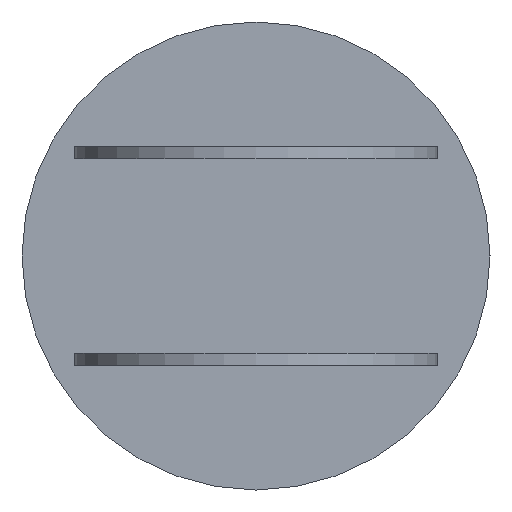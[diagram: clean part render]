
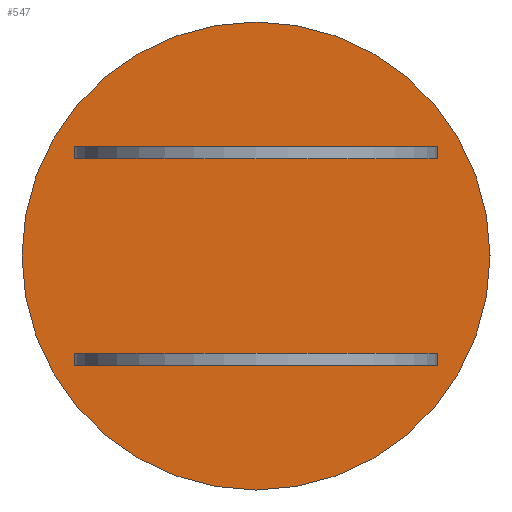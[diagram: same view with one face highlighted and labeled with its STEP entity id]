
A CAD part, left-side view. The second image highlights one B-rep face of the part: STEP entity #547.
In plain terms, the highlighted planar face has unit normal (-1, 0, 0).
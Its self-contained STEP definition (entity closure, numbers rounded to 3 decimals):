
#21 = DIRECTION ( 'NONE',  ( 0., 1., 0. ) ) ;
#28 = EDGE_CURVE ( 'NONE', #167, #521, #517, .T. ) ;
#30 = CARTESIAN_POINT ( 'NONE',  ( 180., 180., 108. ) ) ;
#32 = VECTOR ( 'NONE', #362, 1000. ) ;
#33 = CARTESIAN_POINT ( 'NONE',  ( 180., 0., 108. ) ) ;
#39 = CIRCLE ( 'NONE', #77, 115.75 ) ;
#41 = ORIENTED_EDGE ( 'NONE', *, *, #66, .F. ) ;
#57 = DIRECTION ( 'NONE',  ( 0., 0., -1. ) ) ;
#62 = EDGE_CURVE ( 'NONE', #532, #436, #622, .T. ) ;
#66 = EDGE_CURVE ( 'NONE', #580, #394, #39, .T. ) ;
#72 = ORIENTED_EDGE ( 'NONE', *, *, #280, .F. ) ;
#75 = VECTOR ( 'NONE', #177, 1000. ) ;
#76 = CARTESIAN_POINT ( 'NONE',  ( 180., 180., 102. ) ) ;
#77 = AXIS2_PLACEMENT_3D ( 'NONE', #245, #234, #564 ) ;
#79 = CARTESIAN_POINT ( 'NONE',  ( 180., 90., 54. ) ) ;
#80 = CARTESIAN_POINT ( 'NONE',  ( 180., 180., 6. ) ) ;
#94 = EDGE_LOOP ( 'NONE', ( #271, #246, #558, #250 ) ) ;
#96 = FACE_BOUND ( 'NONE', #94, .T. ) ;
#108 = VERTEX_POINT ( 'NONE', #413 ) ;
#115 = DIRECTION ( 'NONE',  ( 0., 1., 0. ) ) ;
#117 = VECTOR ( 'NONE', #388, 1000. ) ;
#120 = VERTEX_POINT ( 'NONE', #304 ) ;
#122 = VECTOR ( 'NONE', #21, 1000. ) ;
#124 = LINE ( 'NONE', #316, #393 ) ;
#134 = ORIENTED_EDGE ( 'NONE', *, *, #327, .F. ) ;
#138 = CARTESIAN_POINT ( 'NONE',  ( 180., 90., -61.75 ) ) ;
#139 = CARTESIAN_POINT ( 'NONE',  ( 180., 0., 0. ) ) ;
#144 = DIRECTION ( 'NONE',  ( 0., 0., -1. ) ) ;
#156 = VERTEX_POINT ( 'NONE', #80 ) ;
#164 = VECTOR ( 'NONE', #144, 1000. ) ;
#167 = VERTEX_POINT ( 'NONE', #139 ) ;
#177 = DIRECTION ( 'NONE',  ( 0., 0., -1. ) ) ;
#191 = VERTEX_POINT ( 'NONE', #30 ) ;
#209 = EDGE_CURVE ( 'NONE', #120, #167, #243, .T. ) ;
#229 = DIRECTION ( 'NONE',  ( 0., 1., 0. ) ) ;
#230 = CARTESIAN_POINT ( 'NONE',  ( 180., 90., 54. ) ) ;
#234 = DIRECTION ( 'NONE',  ( 1., 0., 0. ) ) ;
#237 = PLANE ( 'NONE',  #620 ) ;
#243 = LINE ( 'NONE', #33, #32 ) ;
#245 = CARTESIAN_POINT ( 'NONE',  ( 180., 90., 54. ) ) ;
#246 = ORIENTED_EDGE ( 'NONE', *, *, #209, .T. ) ;
#250 = ORIENTED_EDGE ( 'NONE', *, *, #292, .F. ) ;
#256 = LINE ( 'NONE', #281, #117 ) ;
#266 = CIRCLE ( 'NONE', #415, 115.75 ) ;
#271 = ORIENTED_EDGE ( 'NONE', *, *, #476, .F. ) ;
#280 = EDGE_CURVE ( 'NONE', #191, #436, #124, .T. ) ;
#281 = CARTESIAN_POINT ( 'NONE',  ( 180., 0., 108. ) ) ;
#292 = EDGE_CURVE ( 'NONE', #156, #521, #609, .T. ) ;
#304 = CARTESIAN_POINT ( 'NONE',  ( 180., 0., 6. ) ) ;
#311 = EDGE_LOOP ( 'NONE', ( #434, #41 ) ) ;
#316 = CARTESIAN_POINT ( 'NONE',  ( 180., 180., 108. ) ) ;
#317 = EDGE_LOOP ( 'NONE', ( #545, #563, #72, #134 ) ) ;
#320 = VECTOR ( 'NONE', #115, 1000. ) ;
#327 = EDGE_CURVE ( 'NONE', #108, #191, #256, .T. ) ;
#337 = DIRECTION ( 'NONE',  ( 1., 0., 0. ) ) ;
#345 = DIRECTION ( 'NONE',  ( 0., 0., -1. ) ) ;
#351 = DIRECTION ( 'NONE',  ( 1., 0., 0. ) ) ;
#362 = DIRECTION ( 'NONE',  ( 0., 0., -1. ) ) ;
#363 = LINE ( 'NONE', #513, #164 ) ;
#378 = VECTOR ( 'NONE', #229, 1000. ) ;
#388 = DIRECTION ( 'NONE',  ( 0., 1., 0. ) ) ;
#391 = EDGE_CURVE ( 'NONE', #394, #580, #266, .T. ) ;
#392 = DIRECTION ( 'NONE',  ( 0., 0., -1. ) ) ;
#393 = VECTOR ( 'NONE', #57, 1000. ) ;
#394 = VERTEX_POINT ( 'NONE', #552 ) ;
#398 = CARTESIAN_POINT ( 'NONE',  ( 180., 180., 108. ) ) ;
#399 = CARTESIAN_POINT ( 'NONE',  ( 180., 0., 0. ) ) ;
#407 = CARTESIAN_POINT ( 'NONE',  ( 180., 180., 0. ) ) ;
#413 = CARTESIAN_POINT ( 'NONE',  ( 180., 0., 108. ) ) ;
#414 = CARTESIAN_POINT ( 'NONE',  ( 180., -114., 6. ) ) ;
#415 = AXIS2_PLACEMENT_3D ( 'NONE', #230, #337, #392 ) ;
#434 = ORIENTED_EDGE ( 'NONE', *, *, #391, .F. ) ;
#436 = VERTEX_POINT ( 'NONE', #76 ) ;
#440 = CARTESIAN_POINT ( 'NONE',  ( 180., -114., 102. ) ) ;
#442 = EDGE_CURVE ( 'NONE', #108, #532, #363, .T. ) ;
#476 = EDGE_CURVE ( 'NONE', #120, #156, #495, .T. ) ;
#495 = LINE ( 'NONE', #414, #122 ) ;
#513 = CARTESIAN_POINT ( 'NONE',  ( 180., 0., 108. ) ) ;
#517 = LINE ( 'NONE', #399, #378 ) ;
#521 = VERTEX_POINT ( 'NONE', #407 ) ;
#528 = FACE_OUTER_BOUND ( 'NONE', #311, .T. ) ;
#532 = VERTEX_POINT ( 'NONE', #559 ) ;
#545 = ORIENTED_EDGE ( 'NONE', *, *, #442, .T. ) ;
#547 = ADVANCED_FACE ( 'NONE', ( #96, #528, #640 ), #237, .F. ) ;
#552 = CARTESIAN_POINT ( 'NONE',  ( 180., 90., 169.75 ) ) ;
#558 = ORIENTED_EDGE ( 'NONE', *, *, #28, .T. ) ;
#559 = CARTESIAN_POINT ( 'NONE',  ( 180., 0., 102. ) ) ;
#563 = ORIENTED_EDGE ( 'NONE', *, *, #62, .T. ) ;
#564 = DIRECTION ( 'NONE',  ( 0., 0., -1. ) ) ;
#580 = VERTEX_POINT ( 'NONE', #138 ) ;
#609 = LINE ( 'NONE', #398, #75 ) ;
#620 = AXIS2_PLACEMENT_3D ( 'NONE', #79, #351, #345 ) ;
#622 = LINE ( 'NONE', #440, #320 ) ;
#640 = FACE_BOUND ( 'NONE', #317, .T. ) ;
